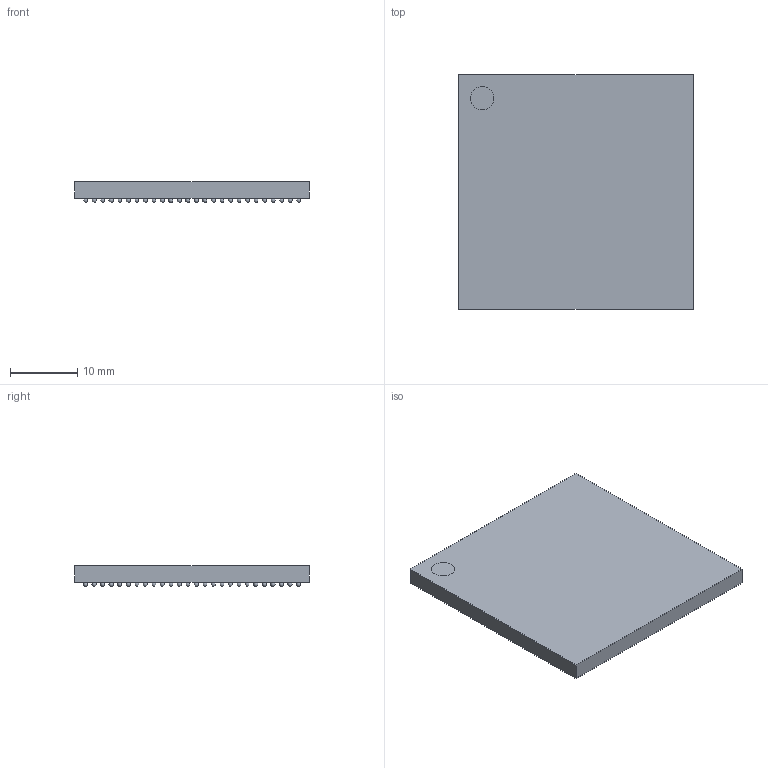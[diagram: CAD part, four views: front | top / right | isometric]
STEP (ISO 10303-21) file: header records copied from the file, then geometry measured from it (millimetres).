
FILE_DESCRIPTION(/* description */ ('model of BGA-352_35.0x35.0mm_Layout26x26_P1.27mm'),/* implementation_level */ '2;1');
FILE_NAME(/* name */ 'BGA-352_35.0x35.0mm_Layout26x26_P1.27mm.step',/* time_stamp */ '1970-01-01T00:00:00',/* author */ ('KiCAD','kicad'),/* organization */ ('OCCT'),/* preprocessor_version */ '',/* originating_system */ 'KiCAD',/* authorisation */ '');
FILE_SCHEMA(('AUTOMOTIVE_DESIGN { 1 0 10303 214 1 1 1 1 }'));
Length unit declared in the file: millimetre
Products named in the file (1): BGA-352_35.0x35.0mm_Layout26x26_P1.27mm
Bounding box: 35 x 35 x 3.12 mm (x, y, z)
Volume: 3108.5 mm3; surface area: 3218.3 mm2
Topology: 1 solids, 1 shells, 360 faces, 1071 edges, 714 vertices
Faces by surface type: sphere 352, plane 7, cylinder 1
Full cylindrical faces by diameter (mm): 3.5 x1
Entity records: 8628 total; most frequent: CARTESIAN_POINT 1421, ORIENTED_EDGE 1079, AXIS2_PLACEMENT_3D 1066, EDGE_CURVE 719, VERTEX_POINT 714, FACE_BOUND 713, EDGE_LOOP 713, CIRCLE 706
